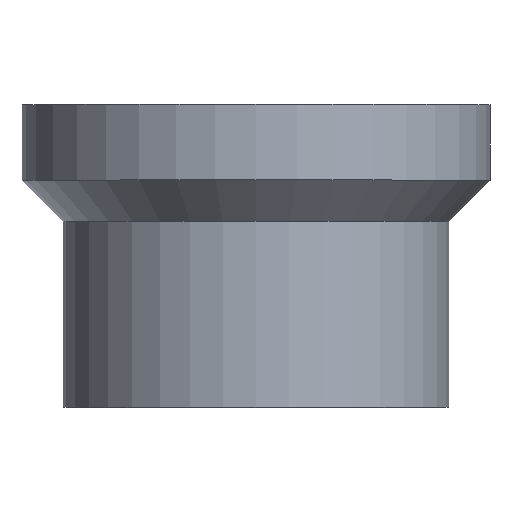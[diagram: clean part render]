
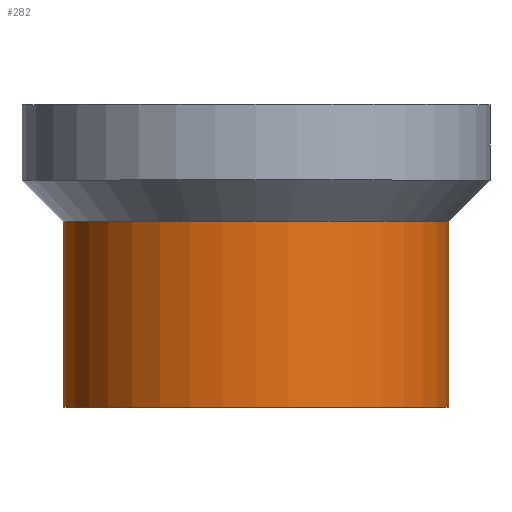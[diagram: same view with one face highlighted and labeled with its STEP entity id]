
A CAD part, top view. The second image highlights one B-rep face of the part: STEP entity #282.
In plain terms, the highlighted cylindrical face has radius 14 mm (diameter 28 mm), a partial arc.
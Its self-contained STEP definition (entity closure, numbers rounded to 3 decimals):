
#9 = VECTOR ( 'NONE', #66, 1000. ) ;
#49 = EDGE_CURVE ( 'NONE', #414, #154, #290, .T. ) ;
#53 = CYLINDRICAL_SURFACE ( 'NONE', #319, 14. ) ;
#54 = ORIENTED_EDGE ( 'NONE', *, *, #386, .T. ) ;
#66 = DIRECTION ( 'NONE',  ( 0., 1., 0. ) ) ;
#68 = CARTESIAN_POINT ( 'NONE',  ( 14., 16.279, 0. ) ) ;
#87 = EDGE_CURVE ( 'NONE', #327, #330, #401, .T. ) ;
#154 = VERTEX_POINT ( 'NONE', #418 ) ;
#159 = DIRECTION ( 'NONE',  ( -1., 0., 0. ) ) ;
#190 = CARTESIAN_POINT ( 'NONE',  ( -14., -22., 0. ) ) ;
#194 = DIRECTION ( 'NONE',  ( -1., 0., 0. ) ) ;
#200 = CARTESIAN_POINT ( 'NONE',  ( -14., -8.5, 0. ) ) ;
#240 = CARTESIAN_POINT ( 'NONE',  ( 0., -22., 0. ) ) ;
#243 = LINE ( 'NONE', #382, #9 ) ;
#244 = AXIS2_PLACEMENT_3D ( 'NONE', #373, #273, #159 ) ;
#254 = AXIS2_PLACEMENT_3D ( 'NONE', #240, #410, #194 ) ;
#259 = ORIENTED_EDGE ( 'NONE', *, *, #49, .F. ) ;
#273 = DIRECTION ( 'NONE',  ( 0., 1., 0. ) ) ;
#282 = ADVANCED_FACE ( 'NONE', ( #331 ), #53, .T. ) ;
#284 = ORIENTED_EDGE ( 'NONE', *, *, #87, .T. ) ;
#290 = CIRCLE ( 'NONE', #244, 14. ) ;
#293 = DIRECTION ( 'NONE',  ( -1., 0., 0. ) ) ;
#296 = ORIENTED_EDGE ( 'NONE', *, *, #437, .F. ) ;
#307 = DIRECTION ( 'NONE',  ( 0., 1., 0. ) ) ;
#319 = AXIS2_PLACEMENT_3D ( 'NONE', #405, #436, #293 ) ;
#327 = VERTEX_POINT ( 'NONE', #190 ) ;
#330 = VERTEX_POINT ( 'NONE', #359 ) ;
#331 = FACE_OUTER_BOUND ( 'NONE', #397, .T. ) ;
#346 = LINE ( 'NONE', #68, #365 ) ;
#359 = CARTESIAN_POINT ( 'NONE',  ( 14., -22., 0. ) ) ;
#365 = VECTOR ( 'NONE', #307, 1000. ) ;
#373 = CARTESIAN_POINT ( 'NONE',  ( 0., -8.5, 0. ) ) ;
#382 = CARTESIAN_POINT ( 'NONE',  ( -14., 16.279, 0. ) ) ;
#386 = EDGE_CURVE ( 'NONE', #330, #154, #346, .T. ) ;
#397 = EDGE_LOOP ( 'NONE', ( #284, #54, #259, #296 ) ) ;
#401 = CIRCLE ( 'NONE', #254, 14. ) ;
#405 = CARTESIAN_POINT ( 'NONE',  ( 0., 16.279, 0. ) ) ;
#410 = DIRECTION ( 'NONE',  ( 0., 1., 0. ) ) ;
#414 = VERTEX_POINT ( 'NONE', #200 ) ;
#418 = CARTESIAN_POINT ( 'NONE',  ( 14., -8.5, 0. ) ) ;
#436 = DIRECTION ( 'NONE',  ( 0., 1., 0. ) ) ;
#437 = EDGE_CURVE ( 'NONE', #327, #414, #243, .T. ) ;
